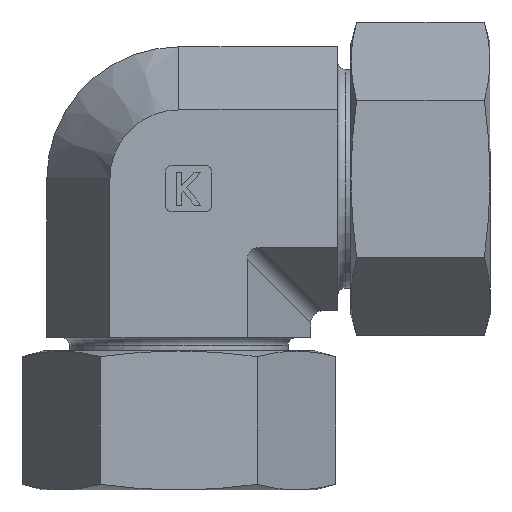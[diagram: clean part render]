
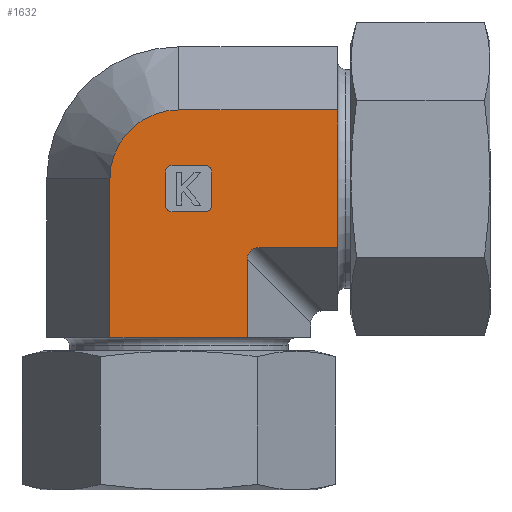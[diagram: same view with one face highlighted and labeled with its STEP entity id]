
A CAD part, left-side view. The second image highlights one B-rep face of the part: STEP entity #1632.
In plain terms, the highlighted planar face has unit normal (-1, 0, 0).
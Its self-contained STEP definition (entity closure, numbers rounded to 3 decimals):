
#76=ELLIPSE('',#1794,2.582,2.);
#82=LINE('',#2423,#188);
#91=LINE('',#2477,#197);
#100=LINE('',#2538,#206);
#107=LINE('',#2552,#213);
#108=LINE('',#2554,#214);
#109=LINE('',#2557,#215);
#110=LINE('',#2560,#216);
#111=LINE('',#2564,#217);
#112=LINE('',#2568,#218);
#113=LINE('',#2572,#219);
#188=VECTOR('',#1954,10.);
#197=VECTOR('',#1987,10.);
#206=VECTOR('',#2058,10.);
#213=VECTOR('',#2069,10.);
#214=VECTOR('',#2070,10.);
#215=VECTOR('',#2073,10.);
#216=VECTOR('',#2074,10.);
#217=VECTOR('',#2077,10.);
#218=VECTOR('',#2080,10.);
#219=VECTOR('',#2083,10.);
#303=PLANE('',#1793);
#415=FACE_BOUND('',#592,.T.);
#464=FACE_OUTER_BOUND('',#591,.T.);
#591=EDGE_LOOP('',(#1177,#1178,#1179,#1180,#1181,#1182,#1183,#1184));
#592=EDGE_LOOP('',(#1185,#1186,#1187,#1188,#1189,#1190,#1191,#1192));
#708=CIRCLE('',#1795,10.392);
#709=CIRCLE('',#1796,1.);
#710=CIRCLE('',#1797,1.);
#711=CIRCLE('',#1798,1.);
#712=CIRCLE('',#1799,1.);
#755=VERTEX_POINT('',#2419);
#757=VERTEX_POINT('',#2422);
#770=VERTEX_POINT('',#2475);
#790=VERTEX_POINT('',#2536);
#791=VERTEX_POINT('',#2537);
#796=VERTEX_POINT('',#2550);
#797=VERTEX_POINT('',#2553);
#798=VERTEX_POINT('',#2555);
#799=VERTEX_POINT('',#2558);
#800=VERTEX_POINT('',#2559);
#801=VERTEX_POINT('',#2561);
#802=VERTEX_POINT('',#2563);
#803=VERTEX_POINT('',#2565);
#804=VERTEX_POINT('',#2567);
#805=VERTEX_POINT('',#2569);
#806=VERTEX_POINT('',#2571);
#896=EDGE_CURVE('',#757,#755,#82,.T.);
#912=EDGE_CURVE('',#755,#770,#91,.T.);
#936=EDGE_CURVE('',#790,#791,#100,.T.);
#943=EDGE_CURVE('',#796,#770,#76,.T.);
#944=EDGE_CURVE('',#796,#790,#107,.T.);
#945=EDGE_CURVE('',#797,#791,#108,.T.);
#946=EDGE_CURVE('',#797,#798,#708,.T.);
#947=EDGE_CURVE('',#757,#798,#109,.T.);
#948=EDGE_CURVE('',#799,#800,#110,.T.);
#949=EDGE_CURVE('',#801,#800,#709,.T.);
#950=EDGE_CURVE('',#801,#802,#111,.T.);
#951=EDGE_CURVE('',#803,#802,#710,.T.);
#952=EDGE_CURVE('',#803,#804,#112,.T.);
#953=EDGE_CURVE('',#805,#804,#711,.T.);
#954=EDGE_CURVE('',#805,#806,#113,.T.);
#955=EDGE_CURVE('',#799,#806,#712,.T.);
#1177=ORIENTED_EDGE('',*,*,#896,.T.);
#1178=ORIENTED_EDGE('',*,*,#912,.T.);
#1179=ORIENTED_EDGE('',*,*,#943,.F.);
#1180=ORIENTED_EDGE('',*,*,#944,.T.);
#1181=ORIENTED_EDGE('',*,*,#936,.T.);
#1182=ORIENTED_EDGE('',*,*,#945,.F.);
#1183=ORIENTED_EDGE('',*,*,#946,.T.);
#1184=ORIENTED_EDGE('',*,*,#947,.F.);
#1185=ORIENTED_EDGE('',*,*,#948,.T.);
#1186=ORIENTED_EDGE('',*,*,#949,.F.);
#1187=ORIENTED_EDGE('',*,*,#950,.T.);
#1188=ORIENTED_EDGE('',*,*,#951,.F.);
#1189=ORIENTED_EDGE('',*,*,#952,.T.);
#1190=ORIENTED_EDGE('',*,*,#953,.F.);
#1191=ORIENTED_EDGE('',*,*,#954,.T.);
#1192=ORIENTED_EDGE('',*,*,#955,.F.);
#1632=ADVANCED_FACE('',(#464,#415),#303,.T.);
#1793=AXIS2_PLACEMENT_3D('',#2549,#2065,#2066);
#1794=AXIS2_PLACEMENT_3D('',#2551,#2067,#2068);
#1795=AXIS2_PLACEMENT_3D('',#2556,#2071,#2072);
#1796=AXIS2_PLACEMENT_3D('',#2562,#2075,#2076);
#1797=AXIS2_PLACEMENT_3D('',#2566,#2078,#2079);
#1798=AXIS2_PLACEMENT_3D('',#2570,#2081,#2082);
#1799=AXIS2_PLACEMENT_3D('',#2573,#2084,#2085);
#1954=DIRECTION('',(0.,-1.,0.));
#1987=DIRECTION('',(0.,0.,1.));
#2058=DIRECTION('',(0.,0.,1.));
#2065=DIRECTION('center_axis',(-1.,0.,0.));
#2066=DIRECTION('ref_axis',(0.,0.,1.));
#2067=DIRECTION('center_axis',(-1.,0.,0.));
#2068=DIRECTION('ref_axis',(0.,0.707,0.707));
#2069=DIRECTION('',(0.,-1.,0.));
#2070=DIRECTION('',(0.,-1.,0.));
#2071=DIRECTION('center_axis',(-1.,0.,0.));
#2072=DIRECTION('ref_axis',(0.,0.,1.));
#2073=DIRECTION('',(0.,0.,1.));
#2074=DIRECTION('',(0.,1.,0.));
#2075=DIRECTION('center_axis',(-1.,0.,0.));
#2076=DIRECTION('ref_axis',(0.,0.707,-0.707));
#2077=DIRECTION('',(0.,0.,1.));
#2078=DIRECTION('center_axis',(-1.,0.,0.));
#2079=DIRECTION('ref_axis',(0.,0.707,0.707));
#2080=DIRECTION('',(0.,-1.,0.));
#2081=DIRECTION('center_axis',(-1.,0.,0.));
#2082=DIRECTION('ref_axis',(0.,-0.707,0.707));
#2083=DIRECTION('',(0.,0.,-1.));
#2084=DIRECTION('center_axis',(-1.,0.,0.));
#2085=DIRECTION('ref_axis',(0.,-0.707,-0.707));
#2419=CARTESIAN_POINT('',(-35.285,-0.848,2.));
#2422=CARTESIAN_POINT('',(-35.285,19.936,2.));
#2423=CARTESIAN_POINT('',(-35.285,4.348,2.));
#2475=CARTESIAN_POINT('',(-35.285,-0.848,13.876));
#2477=CARTESIAN_POINT('',(-35.285,-0.848,0.));
#2536=CARTESIAN_POINT('',(-35.285,-14.456,15.608));
#2537=CARTESIAN_POINT('',(-35.285,-14.456,36.392));
#2538=CARTESIAN_POINT('',(-35.285,-14.456,13.));
#2549=CARTESIAN_POINT('Origin',(-35.285,-0.848,0.));
#2550=CARTESIAN_POINT('',(-35.285,-2.58,15.608));
#2551=CARTESIAN_POINT('Origin',(-35.285,-3.158,13.298));
#2552=CARTESIAN_POINT('',(-35.285,9.544,15.608));
#2553=CARTESIAN_POINT('',(-35.285,9.544,36.392));
#2554=CARTESIAN_POINT('',(-35.285,9.544,36.392));
#2555=CARTESIAN_POINT('',(-35.285,19.936,26.));
#2556=CARTESIAN_POINT('Origin',(-35.285,9.544,26.));
#2557=CARTESIAN_POINT('',(-35.285,19.936,0.));
#2558=CARTESIAN_POINT('',(-35.285,5.544,21.));
#2559=CARTESIAN_POINT('',(-35.285,10.544,21.));
#2560=CARTESIAN_POINT('',(-35.285,5.348,21.));
#2561=CARTESIAN_POINT('',(-35.285,11.544,22.));
#2562=CARTESIAN_POINT('Origin',(-35.285,10.544,22.));
#2563=CARTESIAN_POINT('',(-35.285,11.544,27.));
#2564=CARTESIAN_POINT('',(-35.285,11.544,14.));
#2565=CARTESIAN_POINT('',(-35.285,10.544,28.));
#2566=CARTESIAN_POINT('Origin',(-35.285,10.544,27.));
#2567=CARTESIAN_POINT('',(-35.285,5.544,28.));
#2568=CARTESIAN_POINT('',(-35.285,1.848,28.));
#2569=CARTESIAN_POINT('',(-35.285,4.544,27.));
#2570=CARTESIAN_POINT('Origin',(-35.285,5.544,27.));
#2571=CARTESIAN_POINT('',(-35.285,4.544,22.));
#2572=CARTESIAN_POINT('',(-35.285,4.544,10.5));
#2573=CARTESIAN_POINT('Origin',(-35.285,5.544,22.));
